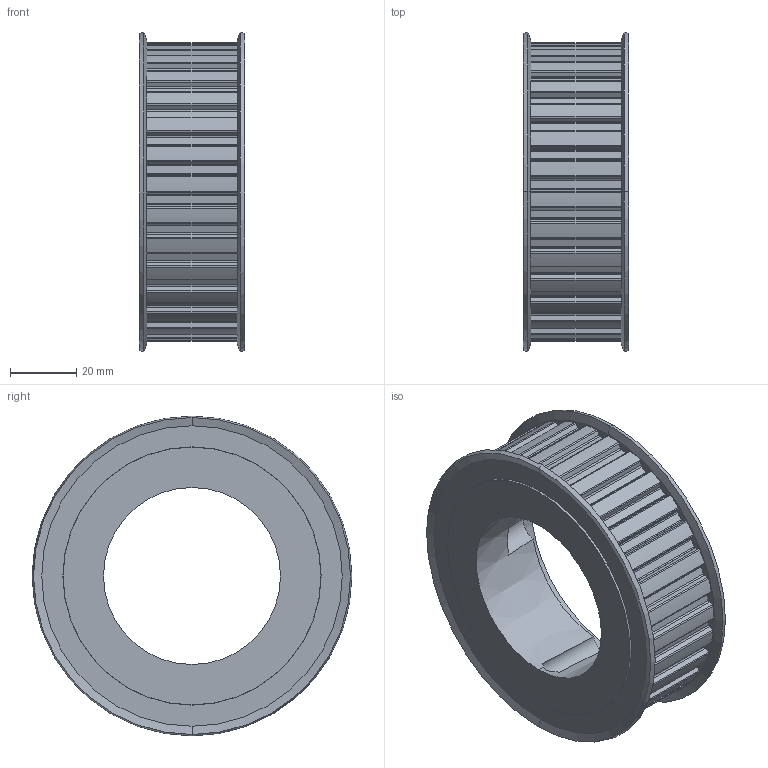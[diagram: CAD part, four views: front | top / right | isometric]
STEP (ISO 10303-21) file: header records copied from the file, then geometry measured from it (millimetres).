
FILE_DESCRIPTION (( 'STEP AP214' ), '1' );
FILE_NAME ('STL30L100AF-1610.step', '2019-07-31T14:01:49', ( '' ), ( '' ), 'SwSTEP 2.0', 'SolidWorks 2018', '' );
FILE_SCHEMA (( 'AUTOMOTIVE_DESIGN' ));
Length unit declared in the file: millimetre
Products named in the file (1): STL30L100AF-1610
Bounding box: 31.88 x 96.52 x 96.52 mm (x, y, z)
Volume: 110922.6 mm3; surface area: 49603.1 mm2
Topology: 4 solids, 4 shells, 307 faces, 891 edges, 589 vertices
Faces by surface type: cylinder 189, plane 100, cone 18
Entity records: 10569 total; most frequent: DIRECTION 1892, CARTESIAN_POINT 1836, ORIENTED_EDGE 1774, EDGE_CURVE 887, AXIS2_PLACEMENT_3D 709, VERTEX_POINT 589, LINE 474, VECTOR 474
